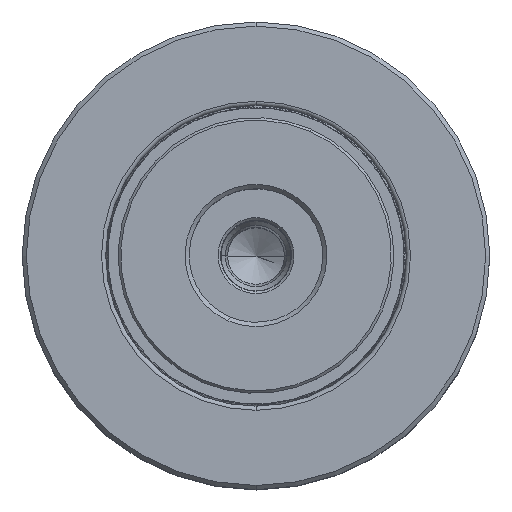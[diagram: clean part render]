
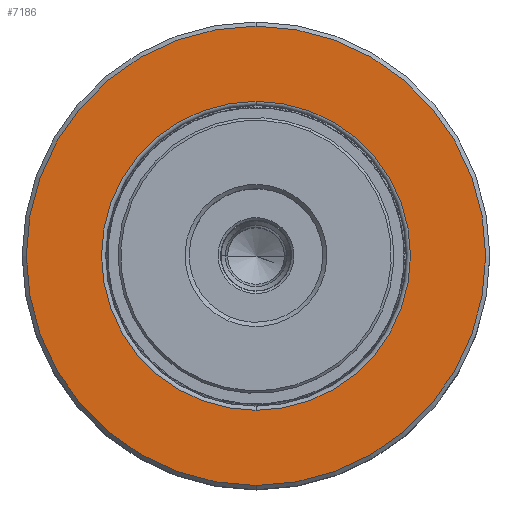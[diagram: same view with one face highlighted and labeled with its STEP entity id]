
A CAD part, top view. The second image highlights one B-rep face of the part: STEP entity #7186.
In plain terms, the highlighted face is planar.
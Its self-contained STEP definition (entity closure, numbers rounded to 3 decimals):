
#75 = CIRCLE ( 'NONE', #24369, 27.5 ) ;
#1997 = PLANE ( 'NONE',  #25871 ) ;
#2146 = DIRECTION ( 'NONE',  ( 0., 0., 1. ) ) ;
#3905 = CARTESIAN_POINT ( 'NONE',  ( 0., 18.687, -27.5 ) ) ;
#4454 = EDGE_CURVE ( 'NONE', #7575, #23618, #20783, .T. ) ;
#5361 = CARTESIAN_POINT ( 'NONE',  ( 0., 18.687, 0. ) ) ;
#5819 = DIRECTION ( 'NONE',  ( 0., -1., 0. ) ) ;
#7186 = ADVANCED_FACE ( 'NONE', ( #25777, #35018 ), #1997, .T. ) ;
#7575 = VERTEX_POINT ( 'NONE', #3905 ) ;
#7861 = EDGE_CURVE ( 'NONE', #33527, #30016, #29575, .T. ) ;
#8225 = EDGE_LOOP ( 'NONE', ( #28078, #34497 ) ) ;
#8636 = DIRECTION ( 'NONE',  ( 0., -1., 0. ) ) ;
#8680 = AXIS2_PLACEMENT_3D ( 'NONE', #43638, #8636, #39974 ) ;
#9359 = CARTESIAN_POINT ( 'NONE',  ( 0., 18.687, -18.5 ) ) ;
#11396 = AXIS2_PLACEMENT_3D ( 'NONE', #26196, #19221, #29398 ) ;
#18157 = DIRECTION ( 'NONE',  ( 0., 0., -1. ) ) ;
#18835 = EDGE_CURVE ( 'NONE', #30016, #33527, #21178, .T. ) ;
#19221 = DIRECTION ( 'NONE',  ( 0., -1., 0. ) ) ;
#20783 = CIRCLE ( 'NONE', #11396, 27.5 ) ;
#21178 = CIRCLE ( 'NONE', #22834, 18.5 ) ;
#21975 = CARTESIAN_POINT ( 'NONE',  ( 0., 18.687, 0. ) ) ;
#22252 = EDGE_LOOP ( 'NONE', ( #44935, #38817 ) ) ;
#22834 = AXIS2_PLACEMENT_3D ( 'NONE', #21975, #35457, #18157 ) ;
#23618 = VERTEX_POINT ( 'NONE', #38897 ) ;
#24369 = AXIS2_PLACEMENT_3D ( 'NONE', #5361, #5819, #36853 ) ;
#25777 = FACE_BOUND ( 'NONE', #22252, .T. ) ;
#25871 = AXIS2_PLACEMENT_3D ( 'NONE', #36952, #26301, #2146 ) ;
#26196 = CARTESIAN_POINT ( 'NONE',  ( 0., 18.687, 0. ) ) ;
#26301 = DIRECTION ( 'NONE',  ( 0., 1., 0. ) ) ;
#28078 = ORIENTED_EDGE ( 'NONE', *, *, #4454, .F. ) ;
#29398 = DIRECTION ( 'NONE',  ( 0., 0., -1. ) ) ;
#29575 = CIRCLE ( 'NONE', #8680, 18.5 ) ;
#30016 = VERTEX_POINT ( 'NONE', #40285 ) ;
#33527 = VERTEX_POINT ( 'NONE', #9359 ) ;
#34497 = ORIENTED_EDGE ( 'NONE', *, *, #44416, .F. ) ;
#35018 = FACE_OUTER_BOUND ( 'NONE', #8225, .T. ) ;
#35457 = DIRECTION ( 'NONE',  ( 0., -1., 0. ) ) ;
#36853 = DIRECTION ( 'NONE',  ( 0., 0., -1. ) ) ;
#36952 = CARTESIAN_POINT ( 'NONE',  ( 27.5, 18.687, 0. ) ) ;
#38817 = ORIENTED_EDGE ( 'NONE', *, *, #18835, .T. ) ;
#38897 = CARTESIAN_POINT ( 'NONE',  ( 0., 18.687, 27.5 ) ) ;
#39974 = DIRECTION ( 'NONE',  ( 0., 0., -1. ) ) ;
#40285 = CARTESIAN_POINT ( 'NONE',  ( 0., 18.687, 18.5 ) ) ;
#43638 = CARTESIAN_POINT ( 'NONE',  ( 0., 18.687, 0. ) ) ;
#44416 = EDGE_CURVE ( 'NONE', #23618, #7575, #75, .T. ) ;
#44935 = ORIENTED_EDGE ( 'NONE', *, *, #7861, .T. ) ;
